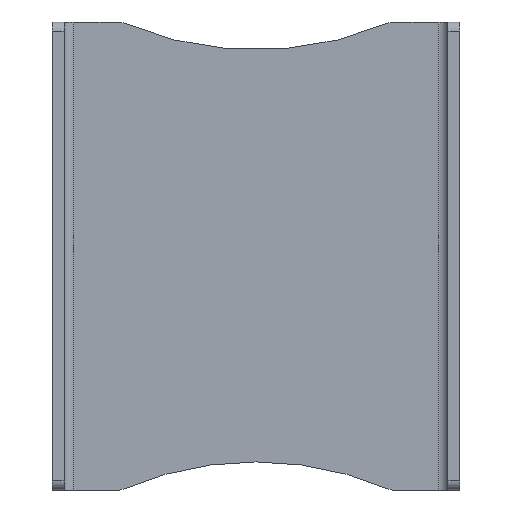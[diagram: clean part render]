
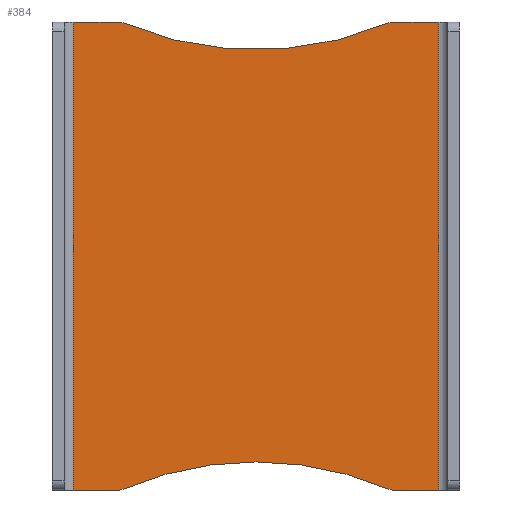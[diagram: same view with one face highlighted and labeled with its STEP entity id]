
A CAD part, front view. The second image highlights one B-rep face of the part: STEP entity #384.
In plain terms, the highlighted planar face has unit normal (0, -1, 0).
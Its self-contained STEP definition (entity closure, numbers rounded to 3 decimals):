
#17 = CIRCLE ( 'NONE', #1623, 36. ) ;
#45 = CARTESIAN_POINT ( 'NONE',  ( -14.2, 0.25, 18.919 ) ) ;
#50 = DIRECTION ( 'NONE',  ( 0., -1., 0. ) ) ;
#52 = CARTESIAN_POINT ( 'NONE',  ( -19.5, 0.25, -31. ) ) ;
#88 = ORIENTED_EDGE ( 'NONE', *, *, #1118, .T. ) ;
#89 = ORIENTED_EDGE ( 'NONE', *, *, #845, .T. ) ;
#132 = EDGE_LOOP ( 'NONE', ( #1660, #555, #88, #89, #1469, #314, #1600, #2570, #1268, #854, #2100, #369, #2565 ) ) ;
#172 = CIRCLE ( 'NONE', #1999, 36. ) ;
#310 = DIRECTION ( 'NONE',  ( 0., 1., 0. ) ) ;
#314 = ORIENTED_EDGE ( 'NONE', *, *, #1560, .T. ) ;
#324 = CARTESIAN_POINT ( 'NONE',  ( 20.5, 0.25, -31. ) ) ;
#333 = DIRECTION ( 'NONE',  ( -1., 0., 0. ) ) ;
#348 = CARTESIAN_POINT ( 'NONE',  ( 0., 0.25, -64. ) ) ;
#350 = LINE ( 'NONE', #1146, #1879 ) ;
#369 = ORIENTED_EDGE ( 'NONE', *, *, #432, .T. ) ;
#378 = AXIS2_PLACEMENT_3D ( 'NONE', #324, #2515, #1509 ) ;
#384 = ADVANCED_FACE ( 'NONE', ( #672 ), #2113, .F. ) ;
#419 = AXIS2_PLACEMENT_3D ( 'NONE', #2011, #456, #2053 ) ;
#432 = EDGE_CURVE ( 'NONE', #1243, #2398, #172, .T. ) ;
#433 = DIRECTION ( 'NONE',  ( -1., 0., 0. ) ) ;
#442 = CARTESIAN_POINT ( 'NONE',  ( 14.2, 0.25, -30.919 ) ) ;
#456 = DIRECTION ( 'NONE',  ( 0., -1., 0. ) ) ;
#468 = CARTESIAN_POINT ( 'NONE',  ( -14.595, 0.25, -31. ) ) ;
#475 = CARTESIAN_POINT ( 'NONE',  ( -19.5, 0.25, -31. ) ) ;
#477 = EDGE_CURVE ( 'NONE', #2513, #1193, #350, .T. ) ;
#484 = AXIS2_PLACEMENT_3D ( 'NONE', #641, #983, #1184 ) ;
#491 = DIRECTION ( 'NONE',  ( 0., 0., -1. ) ) ;
#495 = CARTESIAN_POINT ( 'NONE',  ( 19.5, 0.25, -31. ) ) ;
#516 = DIRECTION ( 'NONE',  ( 0., -1., 0. ) ) ;
#536 = DIRECTION ( 'NONE',  ( 0., 1., 0. ) ) ;
#547 = LINE ( 'NONE', #1347, #940 ) ;
#555 = ORIENTED_EDGE ( 'NONE', *, *, #477, .T. ) ;
#628 = CARTESIAN_POINT ( 'NONE',  ( 14.595, 0.25, -30. ) ) ;
#639 = CIRCLE ( 'NONE', #2521, 36. ) ;
#641 = CARTESIAN_POINT ( 'NONE',  ( -14.595, 0.25, 18. ) ) ;
#657 = CARTESIAN_POINT ( 'NONE',  ( -14.2, 0.25, -30.919 ) ) ;
#672 = FACE_OUTER_BOUND ( 'NONE', #132, .T. ) ;
#759 = CARTESIAN_POINT ( 'NONE',  ( 0., 0.25, -64. ) ) ;
#775 = DIRECTION ( 'NONE',  ( -1., 0., 0. ) ) ;
#800 = VERTEX_POINT ( 'NONE', #1593 ) ;
#805 = LINE ( 'NONE', #2409, #1470 ) ;
#829 = CIRCLE ( 'NONE', #1215, 1. ) ;
#845 = EDGE_CURVE ( 'NONE', #1646, #800, #1256, .T. ) ;
#854 = ORIENTED_EDGE ( 'NONE', *, *, #1043, .T. ) ;
#875 = EDGE_CURVE ( 'NONE', #2398, #1223, #829, .T. ) ;
#893 = EDGE_CURVE ( 'NONE', #2513, #1223, #805, .T. ) ;
#923 = VERTEX_POINT ( 'NONE', #2424 ) ;
#940 = VECTOR ( 'NONE', #1145, 1000. ) ;
#979 = CIRCLE ( 'NONE', #484, 1. ) ;
#983 = DIRECTION ( 'NONE',  ( 0., -1., 0. ) ) ;
#1003 = DIRECTION ( 'NONE',  ( -1., 0., 0. ) ) ;
#1043 = EDGE_CURVE ( 'NONE', #2064, #1253, #1558, .T. ) ;
#1045 = VECTOR ( 'NONE', #2376, 1000. ) ;
#1118 = EDGE_CURVE ( 'NONE', #1193, #1646, #1807, .T. ) ;
#1135 = DIRECTION ( 'NONE',  ( 0., 1., 0. ) ) ;
#1145 = DIRECTION ( 'NONE',  ( -1., 0., 0. ) ) ;
#1146 = CARTESIAN_POINT ( 'NONE',  ( 19.5, 0.25, 19. ) ) ;
#1182 = EDGE_CURVE ( 'NONE', #2064, #1735, #2131, .T. ) ;
#1184 = DIRECTION ( 'NONE',  ( -1., 0., 0. ) ) ;
#1193 = VERTEX_POINT ( 'NONE', #1199 ) ;
#1199 = CARTESIAN_POINT ( 'NONE',  ( 19.5, 0.25, 19. ) ) ;
#1215 = AXIS2_PLACEMENT_3D ( 'NONE', #628, #50, #1003 ) ;
#1223 = VERTEX_POINT ( 'NONE', #1831 ) ;
#1243 = VERTEX_POINT ( 'NONE', #2276 ) ;
#1253 = VERTEX_POINT ( 'NONE', #657 ) ;
#1256 = CIRCLE ( 'NONE', #419, 1. ) ;
#1268 = ORIENTED_EDGE ( 'NONE', *, *, #1182, .F. ) ;
#1347 = CARTESIAN_POINT ( 'NONE',  ( 20.5, 0.25, 19. ) ) ;
#1373 = DIRECTION ( 'NONE',  ( -1., 0., 0. ) ) ;
#1450 = EDGE_CURVE ( 'NONE', #923, #1963, #547, .T. ) ;
#1469 = ORIENTED_EDGE ( 'NONE', *, *, #1474, .T. ) ;
#1470 = VECTOR ( 'NONE', #433, 1000. ) ;
#1474 = EDGE_CURVE ( 'NONE', #800, #2443, #17, .T. ) ;
#1509 = DIRECTION ( 'NONE',  ( -1., 0., 0. ) ) ;
#1558 = CIRCLE ( 'NONE', #1736, 1. ) ;
#1560 = EDGE_CURVE ( 'NONE', #2443, #923, #979, .T. ) ;
#1593 = CARTESIAN_POINT ( 'NONE',  ( 14.2, 0.25, 18.919 ) ) ;
#1598 = CARTESIAN_POINT ( 'NONE',  ( 20.5, 0.25, -31. ) ) ;
#1600 = ORIENTED_EDGE ( 'NONE', *, *, #1450, .T. ) ;
#1623 = AXIS2_PLACEMENT_3D ( 'NONE', #2289, #310, #1373 ) ;
#1646 = VERTEX_POINT ( 'NONE', #1650 ) ;
#1650 = CARTESIAN_POINT ( 'NONE',  ( 14.595, 0.25, 19. ) ) ;
#1660 = ORIENTED_EDGE ( 'NONE', *, *, #893, .F. ) ;
#1707 = EDGE_CURVE ( 'NONE', #1963, #1735, #1904, .T. ) ;
#1735 = VERTEX_POINT ( 'NONE', #52 ) ;
#1736 = AXIS2_PLACEMENT_3D ( 'NONE', #2297, #516, #1914 ) ;
#1775 = CARTESIAN_POINT ( 'NONE',  ( -19.5, 0.25, 19. ) ) ;
#1807 = LINE ( 'NONE', #2174, #2055 ) ;
#1831 = CARTESIAN_POINT ( 'NONE',  ( 14.595, 0.25, -31. ) ) ;
#1879 = VECTOR ( 'NONE', #1947, 1000. ) ;
#1904 = LINE ( 'NONE', #475, #2438 ) ;
#1914 = DIRECTION ( 'NONE',  ( -1., 0., 0. ) ) ;
#1947 = DIRECTION ( 'NONE',  ( 0., 0., 1. ) ) ;
#1963 = VERTEX_POINT ( 'NONE', #1775 ) ;
#1999 = AXIS2_PLACEMENT_3D ( 'NONE', #759, #1135, #2123 ) ;
#2007 = EDGE_CURVE ( 'NONE', #1253, #1243, #639, .T. ) ;
#2011 = CARTESIAN_POINT ( 'NONE',  ( 14.595, 0.25, 18. ) ) ;
#2053 = DIRECTION ( 'NONE',  ( -1., 0., 0. ) ) ;
#2055 = VECTOR ( 'NONE', #775, 1000. ) ;
#2064 = VERTEX_POINT ( 'NONE', #468 ) ;
#2100 = ORIENTED_EDGE ( 'NONE', *, *, #2007, .T. ) ;
#2113 = PLANE ( 'NONE',  #378 ) ;
#2123 = DIRECTION ( 'NONE',  ( -1., 0., 0. ) ) ;
#2131 = LINE ( 'NONE', #1598, #1045 ) ;
#2174 = CARTESIAN_POINT ( 'NONE',  ( 20.5, 0.25, 19. ) ) ;
#2276 = CARTESIAN_POINT ( 'NONE',  ( 0., 0.25, -28. ) ) ;
#2289 = CARTESIAN_POINT ( 'NONE',  ( 0., 0.25, 52. ) ) ;
#2297 = CARTESIAN_POINT ( 'NONE',  ( -14.595, 0.25, -30. ) ) ;
#2376 = DIRECTION ( 'NONE',  ( -1., 0., 0. ) ) ;
#2398 = VERTEX_POINT ( 'NONE', #442 ) ;
#2409 = CARTESIAN_POINT ( 'NONE',  ( 20.5, 0.25, -31. ) ) ;
#2424 = CARTESIAN_POINT ( 'NONE',  ( -14.595, 0.25, 19. ) ) ;
#2438 = VECTOR ( 'NONE', #491, 1000. ) ;
#2443 = VERTEX_POINT ( 'NONE', #45 ) ;
#2513 = VERTEX_POINT ( 'NONE', #495 ) ;
#2515 = DIRECTION ( 'NONE',  ( 0., 1., 0. ) ) ;
#2521 = AXIS2_PLACEMENT_3D ( 'NONE', #348, #536, #333 ) ;
#2565 = ORIENTED_EDGE ( 'NONE', *, *, #875, .T. ) ;
#2570 = ORIENTED_EDGE ( 'NONE', *, *, #1707, .T. ) ;
